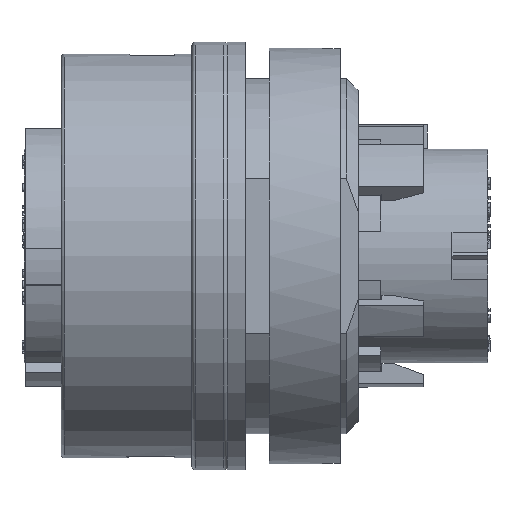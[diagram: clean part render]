
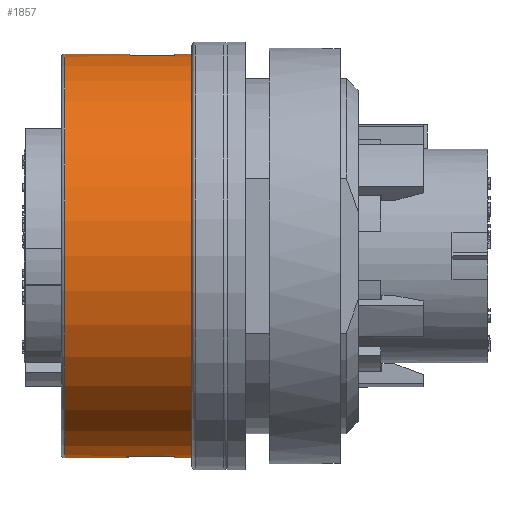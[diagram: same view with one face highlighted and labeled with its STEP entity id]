
A CAD part, top view. The second image highlights one B-rep face of the part: STEP entity #1857.
In plain terms, the highlighted cylindrical face has radius 17 mm (diameter 34 mm), a full revolution.
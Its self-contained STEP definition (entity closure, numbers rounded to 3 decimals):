
#208=CYLINDRICAL_SURFACE('',#14975,17.);
#318=ELLIPSE('',#14971,17.042,17.);
#319=ELLIPSE('',#14972,17.042,17.);
#1857=ADVANCED_FACE('',(#3257,#3258,#3259,#3260),#208,.T.);
#3257=FACE_BOUND('',#3442,.T.);
#3258=FACE_BOUND('',#3443,.T.);
#3259=FACE_BOUND('',#3444,.T.);
#3260=FACE_BOUND('',#3445,.T.);
#3442=EDGE_LOOP('',(#6928));
#3443=EDGE_LOOP('',(#6929,#6930,#6931,#6932));
#3444=EDGE_LOOP('',(#6933,#6934,#6935,#6936));
#3445=EDGE_LOOP('',(#6937));
#4441=LINE('',#19562,#5602);
#4442=LINE('',#19566,#5603);
#4443=LINE('',#19570,#5604);
#4444=LINE('',#19574,#5605);
#5602=VECTOR('',#16117,1.);
#5603=VECTOR('',#16120,1.);
#5604=VECTOR('',#16123,1.);
#5605=VECTOR('',#16126,1.);
#6928=ORIENTED_EDGE('',*,*,#12590,.T.);
#6929=ORIENTED_EDGE('',*,*,#12591,.T.);
#6930=ORIENTED_EDGE('',*,*,#12592,.T.);
#6931=ORIENTED_EDGE('',*,*,#12593,.T.);
#6932=ORIENTED_EDGE('',*,*,#12594,.T.);
#6933=ORIENTED_EDGE('',*,*,#12595,.T.);
#6934=ORIENTED_EDGE('',*,*,#12596,.T.);
#6935=ORIENTED_EDGE('',*,*,#12597,.T.);
#6936=ORIENTED_EDGE('',*,*,#12598,.T.);
#6937=ORIENTED_EDGE('',*,*,#12599,.F.);
#11160=VERTEX_POINT('',#19558);
#11161=VERTEX_POINT('',#19560);
#11162=VERTEX_POINT('',#19561);
#11163=VERTEX_POINT('',#19563);
#11164=VERTEX_POINT('',#19565);
#11165=VERTEX_POINT('',#19568);
#11166=VERTEX_POINT('',#19569);
#11167=VERTEX_POINT('',#19571);
#11168=VERTEX_POINT('',#19573);
#11169=VERTEX_POINT('',#19576);
#12590=EDGE_CURVE('',#11160,#11160,#14648,.T.);
#12591=EDGE_CURVE('',#11161,#11162,#14649,.T.);
#12592=EDGE_CURVE('',#11162,#11163,#4441,.T.);
#12593=EDGE_CURVE('',#11163,#11164,#318,.T.);
#12594=EDGE_CURVE('',#11164,#11161,#4442,.T.);
#12595=EDGE_CURVE('',#11165,#11166,#319,.T.);
#12596=EDGE_CURVE('',#11166,#11167,#4443,.T.);
#12597=EDGE_CURVE('',#11167,#11168,#14650,.T.);
#12598=EDGE_CURVE('',#11168,#11165,#4444,.T.);
#12599=EDGE_CURVE('',#11169,#11169,#14651,.T.);
#14648=CIRCLE('',#14969,17.);
#14649=CIRCLE('',#14970,17.);
#14650=CIRCLE('',#14973,17.);
#14651=CIRCLE('',#14974,17.);
#14969=AXIS2_PLACEMENT_3D('',#19557,#16113,#16114);
#14970=AXIS2_PLACEMENT_3D('',#19559,#16115,#16116);
#14971=AXIS2_PLACEMENT_3D('',#19564,#16118,#16119);
#14972=AXIS2_PLACEMENT_3D('',#19567,#16121,#16122);
#14973=AXIS2_PLACEMENT_3D('',#19572,#16124,#16125);
#14974=AXIS2_PLACEMENT_3D('',#19575,#16127,#16128);
#14975=AXIS2_PLACEMENT_3D('',#19577,#16129,#16130);
#16113=DIRECTION('',(1.,0.,0.));
#16114=DIRECTION('',(0.,1.,0.));
#16115=DIRECTION('',(1.,0.,0.));
#16116=DIRECTION('',(0.,1.,0.));
#16117=DIRECTION('',(-1.,0.,0.));
#16118=DIRECTION('',(-0.998,0.,-0.07));
#16119=DIRECTION('',(0.07,0.,-0.998));
#16120=DIRECTION('',(1.,0.,0.));
#16121=DIRECTION('',(-0.998,0.,0.07));
#16122=DIRECTION('',(0.07,0.,0.998));
#16123=DIRECTION('',(1.,0.,0.));
#16124=DIRECTION('',(1.,0.,0.));
#16125=DIRECTION('',(0.,1.,0.));
#16126=DIRECTION('',(-1.,0.,0.));
#16127=DIRECTION('',(1.,0.,0.));
#16128=DIRECTION('',(0.,1.,0.));
#16129=DIRECTION('',(1.,0.,0.));
#16130=DIRECTION('',(0.,1.,0.));
#19557=CARTESIAN_POINT('',(-21.548,-1.807,0.));
#19558=CARTESIAN_POINT('',(-21.548,15.193,0.));
#19559=CARTESIAN_POINT('',(-12.327,-1.807,0.));
#19560=CARTESIAN_POINT('',(-12.327,-18.689,2.));
#19561=CARTESIAN_POINT('',(-12.327,-18.689,-2.));
#19562=CARTESIAN_POINT('',(-24.848,-18.689,-2.));
#19563=CARTESIAN_POINT('',(-16.048,-18.689,-2.));
#19564=CARTESIAN_POINT('',(-16.188,-1.807,0.));
#19565=CARTESIAN_POINT('',(-16.327,-18.689,2.));
#19566=CARTESIAN_POINT('',(-24.848,-18.689,2.));
#19567=CARTESIAN_POINT('',(-16.188,-1.807,0.));
#19568=CARTESIAN_POINT('',(-16.048,15.075,2.));
#19569=CARTESIAN_POINT('',(-16.327,15.075,-2.));
#19570=CARTESIAN_POINT('',(-24.848,15.075,-2.));
#19571=CARTESIAN_POINT('',(-12.327,15.075,-2.));
#19572=CARTESIAN_POINT('',(-12.327,-1.807,0.));
#19573=CARTESIAN_POINT('',(-12.327,15.075,2.));
#19574=CARTESIAN_POINT('',(-24.848,15.075,2.));
#19575=CARTESIAN_POINT('',(-10.848,-1.807,0.));
#19576=CARTESIAN_POINT('',(-10.848,15.193,0.));
#19577=CARTESIAN_POINT('',(-24.848,-1.807,0.));
